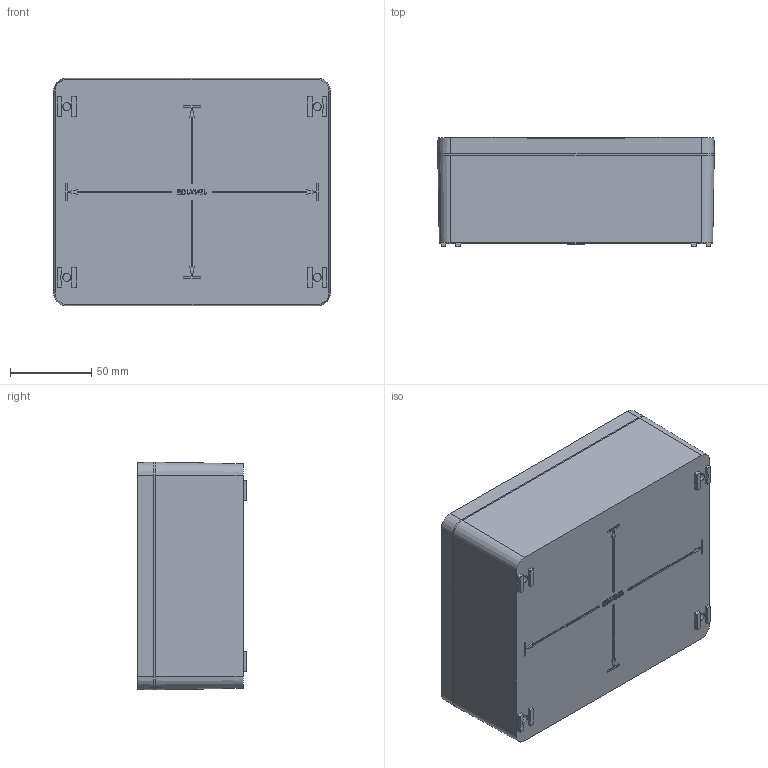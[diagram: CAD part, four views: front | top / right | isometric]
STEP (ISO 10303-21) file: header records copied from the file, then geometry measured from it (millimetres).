
FILE_DESCRIPTION(/* description */ (''),/* implementation_level */ '2;1');
FILE_NAME(/* name */ '',/* time_stamp */ '2025-07-17T14:35:43+07:00',/* author */ ('zeta-72'),/* organization */ (''),/* preprocessor_version */ 'ST-DEVELOPER v19.2',/* originating_system */ 'Autodesk Inventor 2024',/* authorisation */ '');
FILE_SCHEMA (('AUTOMOTIVE_DESIGN { 1 0 10303 214 3 1 1 }'));
Length unit declared in the file: millimetre
Products named in the file (1): ЗЭТА.106.301.000 СБ Коробка 
KОА_Упростить_1
Bounding box: 170 x 66.8 x 140 mm (x, y, z)
Volume: 1521425.2 mm3; surface area: 87843 mm2
Topology: 1 solids, 1 shells, 459 faces, 1199 edges, 799 vertices
Faces by surface type: plane 331, bspline 106, cylinder 14, cone 8
Full cylindrical faces by diameter (mm): 4.917 x4
Entity records: 14947 total; most frequent: CARTESIAN_POINT 3876, ORIENTED_EDGE 2374, DIRECTION 1731, EDGE_CURVE 1187, LINE 935, VECTOR 935, VERTEX_POINT 778, EDGE_LOOP 511
